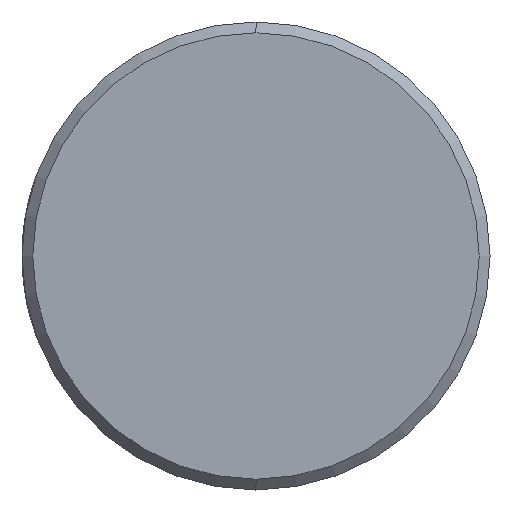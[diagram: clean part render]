
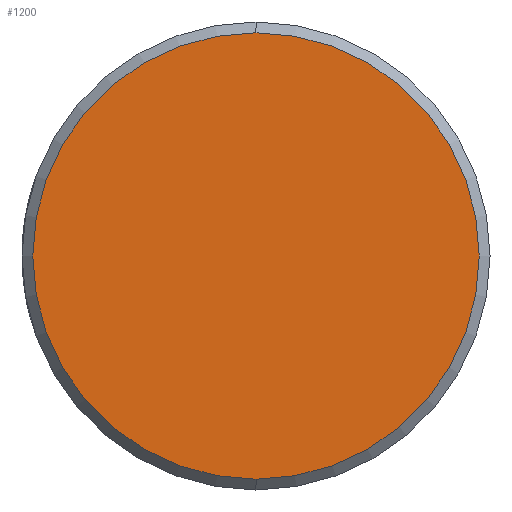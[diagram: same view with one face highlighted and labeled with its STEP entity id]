
A CAD part, left-side view. The second image highlights one B-rep face of the part: STEP entity #1200.
In plain terms, the highlighted planar face has unit normal (-1, 0, 0).
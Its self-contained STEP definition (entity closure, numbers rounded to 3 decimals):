
#87 = AXIS2_PLACEMENT_3D ( 'NONE', #796, #182, #892 ) ;
#93 = VERTEX_POINT ( 'NONE', #369 ) ;
#137 = FACE_OUTER_BOUND ( 'NONE', #146, .T. ) ;
#146 = EDGE_LOOP ( 'NONE', ( #975, #317 ) ) ;
#182 = DIRECTION ( 'NONE',  ( -1., 0., 0. ) ) ;
#251 = PLANE ( 'NONE',  #577 ) ;
#317 = ORIENTED_EDGE ( 'NONE', *, *, #455, .T. ) ;
#321 = CARTESIAN_POINT ( 'NONE',  ( -5., 0., -6.2 ) ) ;
#340 = EDGE_CURVE ( 'NONE', #560, #93, #917, .T. ) ;
#369 = CARTESIAN_POINT ( 'NONE',  ( -5., 0., 6.2 ) ) ;
#455 = EDGE_CURVE ( 'NONE', #93, #560, #819, .T. ) ;
#460 = DIRECTION ( 'NONE',  ( 0., 0., 1. ) ) ;
#520 = CARTESIAN_POINT ( 'NONE',  ( -5., 0., 0. ) ) ;
#560 = VERTEX_POINT ( 'NONE', #321 ) ;
#577 = AXIS2_PLACEMENT_3D ( 'NONE', #952, #1058, #460 ) ;
#618 = DIRECTION ( 'NONE',  ( 0., 0., 1. ) ) ;
#796 = CARTESIAN_POINT ( 'NONE',  ( -5., 0., 0. ) ) ;
#819 = CIRCLE ( 'NONE', #921, 6.2 ) ;
#892 = DIRECTION ( 'NONE',  ( 0., 0., 1. ) ) ;
#917 = CIRCLE ( 'NONE', #87, 6.2 ) ;
#921 = AXIS2_PLACEMENT_3D ( 'NONE', #520, #1216, #618 ) ;
#952 = CARTESIAN_POINT ( 'NONE',  ( -5., 0., 0. ) ) ;
#975 = ORIENTED_EDGE ( 'NONE', *, *, #340, .T. ) ;
#1058 = DIRECTION ( 'NONE',  ( -1., 0., 0. ) ) ;
#1200 = ADVANCED_FACE ( 'NONE', ( #137 ), #251, .T. ) ;
#1216 = DIRECTION ( 'NONE',  ( -1., 0., 0. ) ) ;
